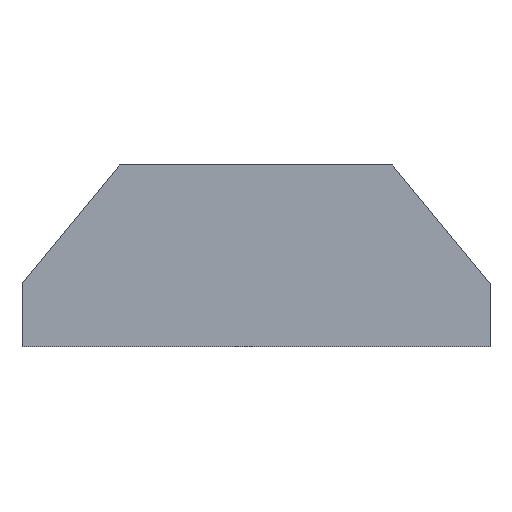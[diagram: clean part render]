
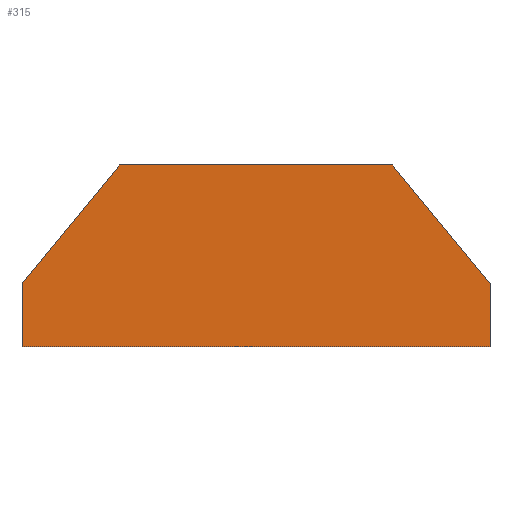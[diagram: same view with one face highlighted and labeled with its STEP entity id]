
A CAD part, front view. The second image highlights one B-rep face of the part: STEP entity #315.
In plain terms, the highlighted planar face has unit normal (0, -1, 0).
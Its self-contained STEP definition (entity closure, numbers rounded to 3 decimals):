
#32=PLANE('',#348);
#49=FACE_OUTER_BOUND('',#68,.T.);
#68=EDGE_LOOP('',(#292,#293,#294,#295,#296,#297));
#92=LINE('',#482,#131);
#94=LINE('',#486,#133);
#97=LINE('',#492,#136);
#100=LINE('',#498,#139);
#103=LINE('',#504,#142);
#106=LINE('',#509,#145);
#131=VECTOR('',#398,10.);
#133=VECTOR('',#402,10.);
#136=VECTOR('',#407,10.);
#139=VECTOR('',#412,10.);
#142=VECTOR('',#417,10.);
#145=VECTOR('',#422,10.);
#165=VERTEX_POINT('',#479);
#166=VERTEX_POINT('',#481);
#167=VERTEX_POINT('',#485);
#169=VERTEX_POINT('',#491);
#171=VERTEX_POINT('',#497);
#173=VERTEX_POINT('',#503);
#200=EDGE_CURVE('',#165,#166,#92,.T.);
#202=EDGE_CURVE('',#165,#167,#94,.T.);
#205=EDGE_CURVE('',#167,#169,#97,.T.);
#208=EDGE_CURVE('',#169,#171,#100,.T.);
#211=EDGE_CURVE('',#173,#171,#103,.T.);
#214=EDGE_CURVE('',#166,#173,#106,.T.);
#292=ORIENTED_EDGE('',*,*,#200,.F.);
#293=ORIENTED_EDGE('',*,*,#202,.T.);
#294=ORIENTED_EDGE('',*,*,#205,.T.);
#295=ORIENTED_EDGE('',*,*,#208,.T.);
#296=ORIENTED_EDGE('',*,*,#211,.F.);
#297=ORIENTED_EDGE('',*,*,#214,.F.);
#315=ADVANCED_FACE('',(#49),#32,.F.);
#348=AXIS2_PLACEMENT_3D('',#512,#426,#427);
#398=DIRECTION('',(1.,0.,0.));
#402=DIRECTION('',(-0.635,0.,-0.773));
#407=DIRECTION('',(0.,0.,-1.));
#412=DIRECTION('',(1.,0.,0.));
#417=DIRECTION('',(0.,0.,-1.));
#422=DIRECTION('',(0.635,0.,-0.773));
#426=DIRECTION('center_axis',(0.,1.,0.));
#427=DIRECTION('ref_axis',(1.,0.,0.));
#479=CARTESIAN_POINT('',(-2.625,0.,3.5));
#481=CARTESIAN_POINT('',(2.625,0.,3.5));
#482=CARTESIAN_POINT('',(0.,0.,3.5));
#485=CARTESIAN_POINT('',(-4.5,0.,1.217));
#486=CARTESIAN_POINT('',(-2.625,0.,3.5));
#491=CARTESIAN_POINT('',(-4.5,0.,0.));
#492=CARTESIAN_POINT('',(-4.5,0.,1.217));
#497=CARTESIAN_POINT('',(4.5,0.,0.));
#498=CARTESIAN_POINT('',(0.,0.,0.));
#503=CARTESIAN_POINT('',(4.5,0.,1.217));
#504=CARTESIAN_POINT('',(4.5,0.,1.217));
#509=CARTESIAN_POINT('',(2.625,0.,3.5));
#512=CARTESIAN_POINT('Origin',(0.,0.,1.75));
